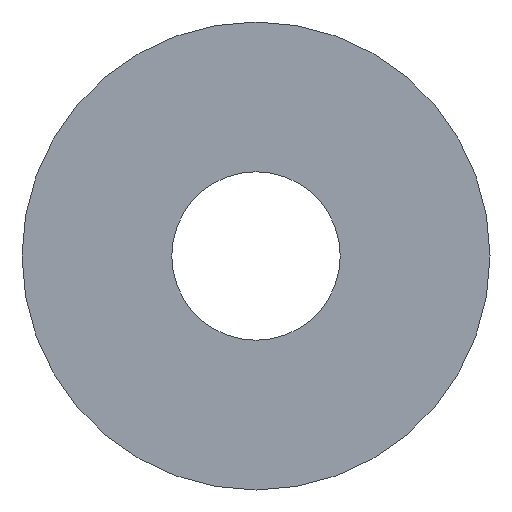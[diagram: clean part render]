
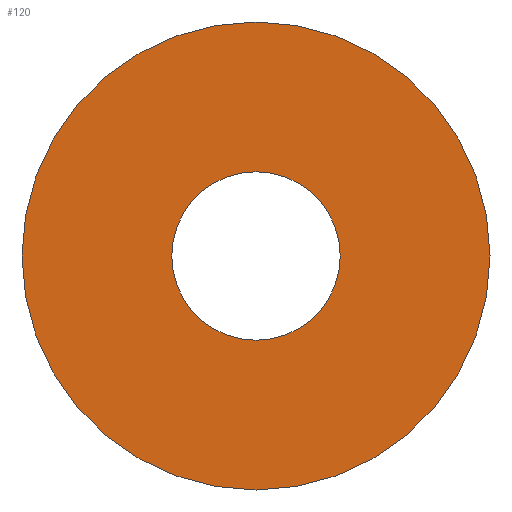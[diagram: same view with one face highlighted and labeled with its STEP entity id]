
A CAD part, left-side view. The second image highlights one B-rep face of the part: STEP entity #120.
In plain terms, the highlighted planar face has unit normal (-1, 0, 0).
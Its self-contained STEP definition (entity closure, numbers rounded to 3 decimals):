
#92 = VERTEX_POINT( '', #205 );
#100 = EDGE_CURVE( '', #92, #130, #215, .T. );
#112 = EDGE_CURVE( '', #130, #92, #231, .T. );
#120 = ADVANCED_FACE( '', ( #240, #241 ), #242, .T. );
#126 = EDGE_CURVE( '', #152, #146, #249, .T. );
#130 = VERTEX_POINT( '', #254 );
#132 = EDGE_CURVE( '', #146, #152, #256, .T. );
#146 = VERTEX_POINT( '', #271 );
#152 = VERTEX_POINT( '', #277 );
#205 = CARTESIAN_POINT( '', ( -52., -8.1, 0. ) );
#215 = CIRCLE( '', #340, 8.1 );
#231 = CIRCLE( '', #358, 8.1 );
#240 = FACE_BOUND( '', #369, .T. );
#241 = FACE_OUTER_BOUND( '', #370, .T. );
#242 = PLANE( '', #371 );
#249 = CIRCLE( '', #379, 22.5 );
#254 = CARTESIAN_POINT( '', ( -52., 8.1, 0. ) );
#256 = CIRCLE( '', #387, 22.5 );
#271 = CARTESIAN_POINT( '', ( -52., -22.5, 0. ) );
#277 = CARTESIAN_POINT( '', ( -52., 22.5, 0. ) );
#340 = AXIS2_PLACEMENT_3D( '', #464, #465, #466 );
#358 = AXIS2_PLACEMENT_3D( '', #494, #495, #496 );
#369 = EDGE_LOOP( '', ( #512, #513 ) );
#370 = EDGE_LOOP( '', ( #514, #515 ) );
#371 = AXIS2_PLACEMENT_3D( '', #516, #517, #518 );
#379 = AXIS2_PLACEMENT_3D( '', #527, #528, #529 );
#387 = AXIS2_PLACEMENT_3D( '', #538, #539, #540 );
#464 = CARTESIAN_POINT( '', ( -52., 0., 0. ) );
#465 = DIRECTION( '', ( -1., 0., 0. ) );
#466 = DIRECTION( '', ( 0., 1., 0. ) );
#494 = CARTESIAN_POINT( '', ( -52., 0., 0. ) );
#495 = DIRECTION( '', ( -1., 0., 0. ) );
#496 = DIRECTION( '', ( 0., 1., 0. ) );
#512 = ORIENTED_EDGE( '', *, *, #112, .F. );
#513 = ORIENTED_EDGE( '', *, *, #100, .F. );
#514 = ORIENTED_EDGE( '', *, *, #126, .T. );
#515 = ORIENTED_EDGE( '', *, *, #132, .T. );
#516 = CARTESIAN_POINT( '', ( -52., 15.3, 0. ) );
#517 = DIRECTION( '', ( -1., 0., 0. ) );
#518 = DIRECTION( '', ( 0., 1., 0. ) );
#527 = CARTESIAN_POINT( '', ( -52., 0., 0. ) );
#528 = DIRECTION( '', ( -1., 0., 0. ) );
#529 = DIRECTION( '', ( 0., 1., 0. ) );
#538 = CARTESIAN_POINT( '', ( -52., 0., 0. ) );
#539 = DIRECTION( '', ( -1., 0., 0. ) );
#540 = DIRECTION( '', ( 0., 1., 0. ) );
